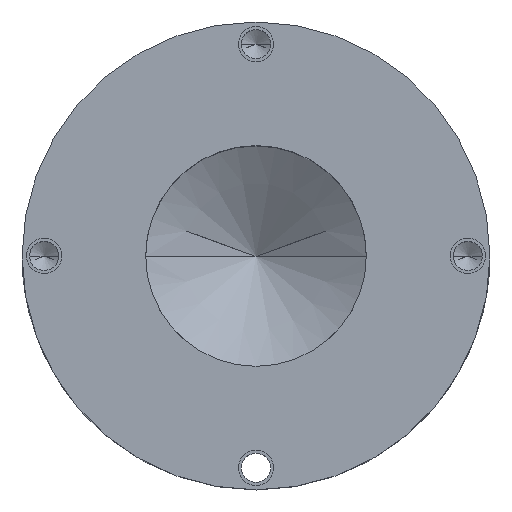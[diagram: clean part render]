
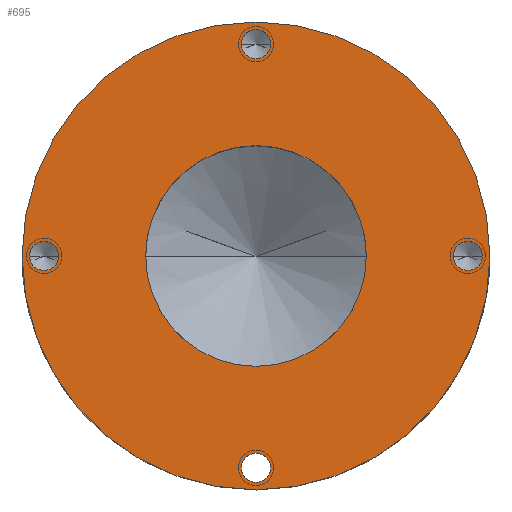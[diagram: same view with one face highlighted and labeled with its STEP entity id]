
A CAD part, top view. The second image highlights one B-rep face of the part: STEP entity #695.
In plain terms, the highlighted planar face has unit normal (0, 0, 1).
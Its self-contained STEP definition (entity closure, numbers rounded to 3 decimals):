
#158=CARTESIAN_POINT('',(0.,0.,55.));
#159=DIRECTION('',(0.,0.,1.));
#160=DIRECTION('',(1.,0.,0.));
#161=AXIS2_PLACEMENT_3D('',#158,#159,#160);
#163=CARTESIAN_POINT('',(0.,0.,55.));
#164=DIRECTION('',(0.,0.,1.));
#165=DIRECTION('',(-1.,0.,0.));
#166=AXIS2_PLACEMENT_3D('',#163,#164,#165);
#168=CARTESIAN_POINT('',(0.,24.,55.));
#169=DIRECTION('',(0.,0.,1.));
#170=DIRECTION('',(-1.,0.,0.));
#171=AXIS2_PLACEMENT_3D('',#168,#169,#170);
#173=CARTESIAN_POINT('',(0.,24.,55.));
#174=DIRECTION('',(0.,0.,1.));
#175=DIRECTION('',(1.,0.,0.));
#176=AXIS2_PLACEMENT_3D('',#173,#174,#175);
#178=CARTESIAN_POINT('',(24.,0.,55.));
#179=DIRECTION('',(0.,0.,1.));
#180=DIRECTION('',(-1.,0.,0.));
#181=AXIS2_PLACEMENT_3D('',#178,#179,#180);
#183=CARTESIAN_POINT('',(24.,0.,55.));
#184=DIRECTION('',(0.,0.,1.));
#185=DIRECTION('',(1.,0.,0.));
#186=AXIS2_PLACEMENT_3D('',#183,#184,#185);
#188=CARTESIAN_POINT('',(0.,-24.,55.));
#189=DIRECTION('',(0.,0.,1.));
#190=DIRECTION('',(-1.,0.,0.));
#191=AXIS2_PLACEMENT_3D('',#188,#189,#190);
#193=CARTESIAN_POINT('',(0.,-24.,55.));
#194=DIRECTION('',(0.,0.,1.));
#195=DIRECTION('',(1.,0.,0.));
#196=AXIS2_PLACEMENT_3D('',#193,#194,#195);
#198=CARTESIAN_POINT('',(-24.,0.,55.));
#199=DIRECTION('',(0.,0.,1.));
#200=DIRECTION('',(-1.,0.,0.));
#201=AXIS2_PLACEMENT_3D('',#198,#199,#200);
#203=CARTESIAN_POINT('',(-24.,0.,55.));
#204=DIRECTION('',(0.,0.,1.));
#205=DIRECTION('',(1.,0.,0.));
#206=AXIS2_PLACEMENT_3D('',#203,#204,#205);
#208=CARTESIAN_POINT('',(0.,0.,55.));
#209=DIRECTION('',(0.,0.,1.));
#210=DIRECTION('',(-1.,0.,0.));
#211=AXIS2_PLACEMENT_3D('',#208,#209,#210);
#213=CARTESIAN_POINT('',(0.,0.,55.));
#214=DIRECTION('',(0.,0.,1.));
#215=DIRECTION('',(1.,0.,0.));
#216=AXIS2_PLACEMENT_3D('',#213,#214,#215);
#340=CARTESIAN_POINT('',(26.5,0.,55.));
#341=CARTESIAN_POINT('',(-26.5,0.,55.));
#342=VERTEX_POINT('',#340);
#343=VERTEX_POINT('',#341);
#354=CARTESIAN_POINT('',(-1.65,24.,55.));
#355=CARTESIAN_POINT('',(1.65,24.,55.));
#356=VERTEX_POINT('',#354);
#357=VERTEX_POINT('',#355);
#364=CARTESIAN_POINT('',(22.35,0.,55.));
#365=CARTESIAN_POINT('',(25.65,0.,55.));
#366=VERTEX_POINT('',#364);
#367=VERTEX_POINT('',#365);
#368=CARTESIAN_POINT('',(-1.65,-24.,55.));
#369=CARTESIAN_POINT('',(1.65,-24.,55.));
#370=VERTEX_POINT('',#368);
#371=VERTEX_POINT('',#369);
#378=CARTESIAN_POINT('',(-25.65,0.,55.));
#379=CARTESIAN_POINT('',(-22.35,0.,55.));
#380=VERTEX_POINT('',#378);
#381=VERTEX_POINT('',#379);
#408=CARTESIAN_POINT('',(-12.5,0.,55.));
#409=CARTESIAN_POINT('',(12.5,0.,55.));
#410=VERTEX_POINT('',#408);
#411=VERTEX_POINT('',#409);
#657=CARTESIAN_POINT('',(0.,0.,55.));
#658=DIRECTION('',(0.,0.,1.));
#659=DIRECTION('',(1.,0.,0.));
#660=AXIS2_PLACEMENT_3D('',#657,#658,#659);
#661=PLANE('',#660);
#662=ORIENTED_EDGE('',*,*,#546,.F.);
#663=ORIENTED_EDGE('',*,*,#567,.F.);
#664=EDGE_LOOP('',(#662,#663));
#665=FACE_OUTER_BOUND('',#664,.F.);
#667=ORIENTED_EDGE('',*,*,#666,.T.);
#669=ORIENTED_EDGE('',*,*,#668,.T.);
#670=EDGE_LOOP('',(#667,#669));
#671=FACE_BOUND('',#670,.F.);
#673=ORIENTED_EDGE('',*,*,#672,.T.);
#675=ORIENTED_EDGE('',*,*,#674,.T.);
#676=EDGE_LOOP('',(#673,#675));
#677=FACE_BOUND('',#676,.F.);
#679=ORIENTED_EDGE('',*,*,#678,.T.);
#681=ORIENTED_EDGE('',*,*,#680,.T.);
#682=EDGE_LOOP('',(#679,#681));
#683=FACE_BOUND('',#682,.F.);
#685=ORIENTED_EDGE('',*,*,#684,.T.);
#687=ORIENTED_EDGE('',*,*,#686,.T.);
#688=EDGE_LOOP('',(#685,#687));
#689=FACE_BOUND('',#688,.F.);
#690=ORIENTED_EDGE('',*,*,#642,.T.);
#692=ORIENTED_EDGE('',*,*,#691,.T.);
#693=EDGE_LOOP('',(#690,#692));
#694=FACE_BOUND('',#693,.F.);
#695=ADVANCED_FACE('',(#665,#671,#677,#683,#689,#694),#661,.T.);
#162=CIRCLE('',#161,26.5);
#167=CIRCLE('',#166,26.5);
#172=CIRCLE('',#171,1.65);
#177=CIRCLE('',#176,1.65);
#182=CIRCLE('',#181,1.65);
#187=CIRCLE('',#186,1.65);
#192=CIRCLE('',#191,1.65);
#197=CIRCLE('',#196,1.65);
#202=CIRCLE('',#201,1.65);
#207=CIRCLE('',#206,1.65);
#212=CIRCLE('',#211,12.5);
#217=CIRCLE('',#216,12.5);
#546=EDGE_CURVE('',#342,#343,#162,.T.);
#567=EDGE_CURVE('',#343,#342,#167,.T.);
#642=EDGE_CURVE('',#410,#411,#212,.T.);
#666=EDGE_CURVE('',#356,#357,#172,.T.);
#668=EDGE_CURVE('',#357,#356,#177,.T.);
#672=EDGE_CURVE('',#366,#367,#182,.T.);
#674=EDGE_CURVE('',#367,#366,#187,.T.);
#678=EDGE_CURVE('',#370,#371,#192,.T.);
#680=EDGE_CURVE('',#371,#370,#197,.T.);
#684=EDGE_CURVE('',#380,#381,#202,.T.);
#686=EDGE_CURVE('',#381,#380,#207,.T.);
#691=EDGE_CURVE('',#411,#410,#217,.T.);
